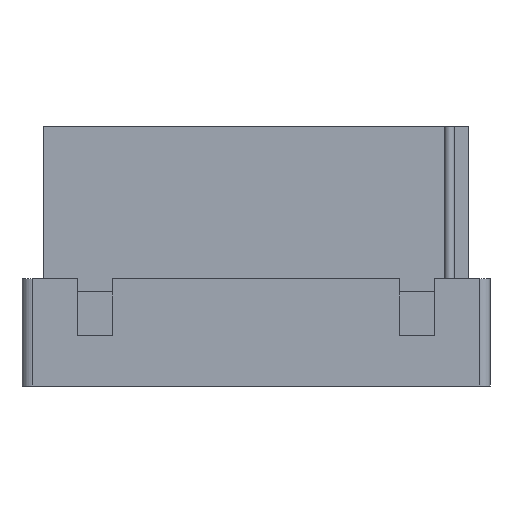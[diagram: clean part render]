
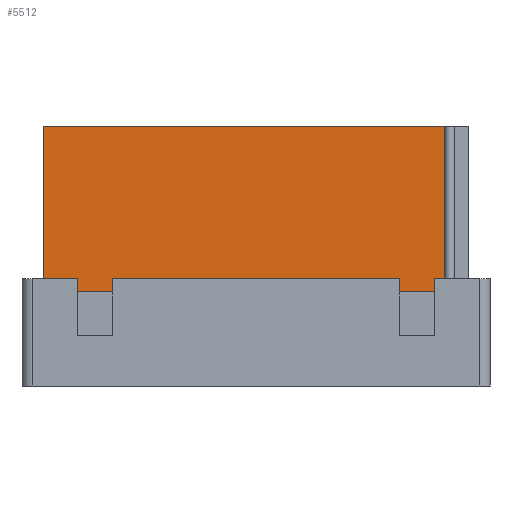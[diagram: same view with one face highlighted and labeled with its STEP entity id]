
A CAD part, front view. The second image highlights one B-rep face of the part: STEP entity #5512.
In plain terms, the highlighted planar face has unit normal (0, -1, 0).
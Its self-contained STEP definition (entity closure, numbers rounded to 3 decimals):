
#21=DIRECTION('',(1.,0.,0.));
#22=VECTOR('',#21,8.85);
#23=CARTESIAN_POINT('',(-4.425,-1.15,0.));
#24=LINE('',#23,#22);
#42=DIRECTION('',(1.,0.,0.));
#43=VECTOR('',#42,1.045);
#44=CARTESIAN_POINT('',(-6.55,-1.15,0.));
#45=LINE('',#44,#43);
#86=DIRECTION('',(1.,0.,0.));
#87=VECTOR('',#86,0.295);
#88=CARTESIAN_POINT('',(5.505,-1.15,0.));
#89=LINE('',#88,#87);
#90=DIRECTION('',(0.,0.,1.));
#91=VECTOR('',#90,4.7);
#92=CARTESIAN_POINT('',(5.8,-1.15,0.));
#93=LINE('',#92,#91);
#94=DIRECTION('',(0.,0.,1.));
#95=VECTOR('',#94,0.4);
#96=CARTESIAN_POINT('',(5.505,-1.15,-0.4));
#97=LINE('',#96,#95);
#98=DIRECTION('',(0.,0.,-1.));
#99=VECTOR('',#98,0.4);
#100=CARTESIAN_POINT('',(4.425,-1.15,0.));
#101=LINE('',#100,#99);
#102=DIRECTION('',(0.,0.,1.));
#103=VECTOR('',#102,0.4);
#104=CARTESIAN_POINT('',(-4.425,-1.15,-0.4));
#105=LINE('',#104,#103);
#106=DIRECTION('',(0.,0.,-1.));
#107=VECTOR('',#106,0.4);
#108=CARTESIAN_POINT('',(-5.505,-1.15,0.));
#109=LINE('',#108,#107);
#110=DIRECTION('',(0.,0.,-1.));
#111=VECTOR('',#110,4.7);
#112=CARTESIAN_POINT('',(-6.55,-1.15,4.7));
#113=LINE('',#112,#111);
#114=DIRECTION('',(1.,0.,0.));
#115=VECTOR('',#114,12.35);
#116=CARTESIAN_POINT('',(-6.55,-1.15,4.7));
#117=LINE('',#116,#115);
#1095=DIRECTION('',(-1.,0.,0.));
#1096=VECTOR('',#1095,1.08);
#1097=CARTESIAN_POINT('',(5.505,-1.15,-0.4));
#1098=LINE('',#1097,#1096);
#1159=DIRECTION('',(-1.,0.,0.));
#1160=VECTOR('',#1159,1.08);
#1161=CARTESIAN_POINT('',(-4.425,-1.15,-0.4));
#1162=LINE('',#1161,#1160);
#4082=CARTESIAN_POINT('',(-6.55,-1.15,4.7));
#4084=VERTEX_POINT('',#4082);
#4097=CARTESIAN_POINT('',(-6.55,-1.15,0.));
#4098=VERTEX_POINT('',#4097);
#4182=CARTESIAN_POINT('',(4.425,-1.15,0.));
#4184=VERTEX_POINT('',#4182);
#4186=CARTESIAN_POINT('',(5.505,-1.15,0.));
#4188=VERTEX_POINT('',#4186);
#4190=CARTESIAN_POINT('',(-5.505,-1.15,0.));
#4192=VERTEX_POINT('',#4190);
#4194=CARTESIAN_POINT('',(-4.425,-1.15,0.));
#4196=VERTEX_POINT('',#4194);
#4205=CARTESIAN_POINT('',(5.505,-1.15,-0.4));
#4206=CARTESIAN_POINT('',(4.425,-1.15,-0.4));
#4207=VERTEX_POINT('',#4205);
#4208=VERTEX_POINT('',#4206);
#4209=CARTESIAN_POINT('',(-4.425,-1.15,-0.4));
#4210=CARTESIAN_POINT('',(-5.505,-1.15,-0.4));
#4211=VERTEX_POINT('',#4209);
#4212=VERTEX_POINT('',#4210);
#4721=CARTESIAN_POINT('',(5.8,-1.15,0.));
#4723=VERTEX_POINT('',#4721);
#4725=CARTESIAN_POINT('',(5.8,-1.15,4.7));
#4726=VERTEX_POINT('',#4725);
#5485=CARTESIAN_POINT('',(-7.2,-1.15,4.7));
#5486=DIRECTION('',(0.,-1.,0.));
#5487=DIRECTION('',(0.,0.,-1.));
#5488=AXIS2_PLACEMENT_3D('',#5485,#5486,#5487);
#5489=PLANE('',#5488);
#5491=ORIENTED_EDGE('',*,*,#5490,.F.);
#5492=ORIENTED_EDGE('',*,*,#5461,.F.);
#5494=ORIENTED_EDGE('',*,*,#5493,.F.);
#5496=ORIENTED_EDGE('',*,*,#5495,.T.);
#5497=ORIENTED_EDGE('',*,*,#5472,.F.);
#5498=ORIENTED_EDGE('',*,*,#5419,.F.);
#5500=ORIENTED_EDGE('',*,*,#5499,.F.);
#5502=ORIENTED_EDGE('',*,*,#5501,.T.);
#5504=ORIENTED_EDGE('',*,*,#5503,.F.);
#5505=ORIENTED_EDGE('',*,*,#5439,.F.);
#5507=ORIENTED_EDGE('',*,*,#5506,.F.);
#5509=ORIENTED_EDGE('',*,*,#5508,.T.);
#5510=EDGE_LOOP('',(#5491,#5492,#5494,#5496,#5497,#5498,#5500,#5502,#5504,#5505,
#5507,#5509));
#5511=FACE_OUTER_BOUND('',#5510,.F.);
#5419=EDGE_CURVE('',#4196,#4184,#24,.T.);
#5439=EDGE_CURVE('',#4098,#4192,#45,.T.);
#5461=EDGE_CURVE('',#4188,#4723,#89,.T.);
#5472=EDGE_CURVE('',#4184,#4208,#101,.T.);
#5490=EDGE_CURVE('',#4723,#4726,#93,.T.);
#5493=EDGE_CURVE('',#4207,#4188,#97,.T.);
#5495=EDGE_CURVE('',#4207,#4208,#1098,.T.);
#5499=EDGE_CURVE('',#4211,#4196,#105,.T.);
#5501=EDGE_CURVE('',#4211,#4212,#1162,.T.);
#5503=EDGE_CURVE('',#4192,#4212,#109,.T.);
#5506=EDGE_CURVE('',#4084,#4098,#113,.T.);
#5508=EDGE_CURVE('',#4084,#4726,#117,.T.);
#5512=ADVANCED_FACE('',(#5511),#5489,.T.);
